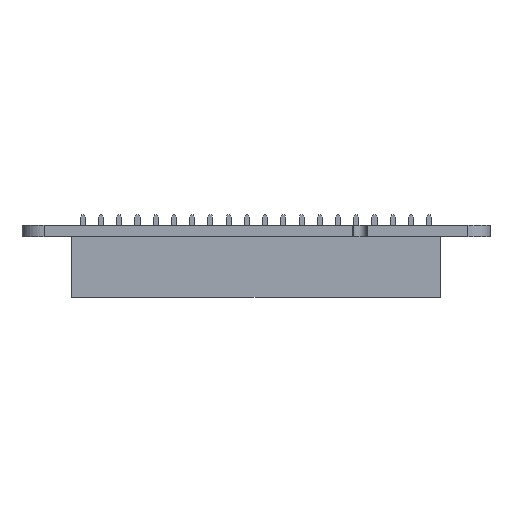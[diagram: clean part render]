
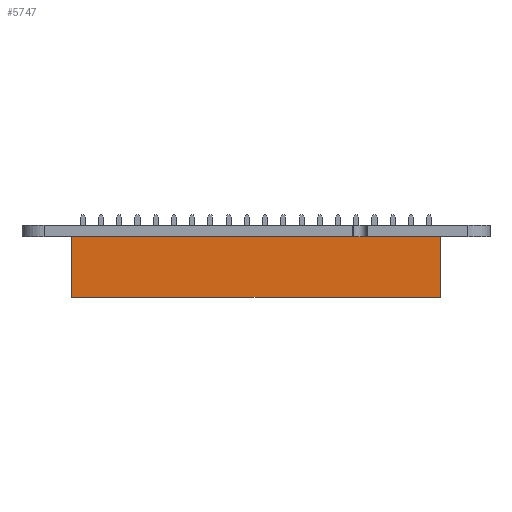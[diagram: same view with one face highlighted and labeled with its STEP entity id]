
A CAD part, front view. The second image highlights one B-rep face of the part: STEP entity #5747.
In plain terms, the highlighted face is planar.
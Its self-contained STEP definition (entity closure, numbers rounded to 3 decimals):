
#4867 = EDGE_CURVE('',#4868,#4870,#4872,.T.);
#4868 = VERTEX_POINT('',#4869);
#4869 = CARTESIAN_POINT('',(-25.65,2.54,4.2));
#4870 = VERTEX_POINT('',#4871);
#4871 = CARTESIAN_POINT('',(25.65,2.54,4.2));
#4872 = LINE('',#4873,#4874);
#4873 = CARTESIAN_POINT('',(-25.65,2.54,4.2));
#4874 = VECTOR('',#4875,1.);
#4875 = DIRECTION('',(1.,0.,0.));
#5611 = EDGE_CURVE('',#5612,#4868,#5614,.T.);
#5612 = VERTEX_POINT('',#5613);
#5613 = CARTESIAN_POINT('',(-25.65,2.54,-4.2));
#5614 = LINE('',#5615,#5616);
#5615 = CARTESIAN_POINT('',(-25.65,2.54,-4.2));
#5616 = VECTOR('',#5617,1.);
#5617 = DIRECTION('',(0.,0.,1.));
#5667 = VERTEX_POINT('',#5668);
#5668 = CARTESIAN_POINT('',(25.65,2.54,-4.2));
#5674 = EDGE_CURVE('',#4870,#5667,#5675,.T.);
#5675 = LINE('',#5676,#5677);
#5676 = CARTESIAN_POINT('',(25.65,2.54,4.2));
#5677 = VECTOR('',#5678,1.);
#5678 = DIRECTION('',(0.,0.,-1.));
#5725 = EDGE_CURVE('',#5667,#5612,#5726,.T.);
#5726 = LINE('',#5727,#5728);
#5727 = CARTESIAN_POINT('',(25.65,2.54,-4.2));
#5728 = VECTOR('',#5729,1.);
#5729 = DIRECTION('',(-1.,0.,0.));
#5747 = ADVANCED_FACE('',(#5748),#5754,.T.);
#5748 = FACE_BOUND('',#5749,.T.);
#5749 = EDGE_LOOP('',(#5750,#5751,#5752,#5753));
#5750 = ORIENTED_EDGE('',*,*,#5611,.T.);
#5751 = ORIENTED_EDGE('',*,*,#4867,.T.);
#5752 = ORIENTED_EDGE('',*,*,#5674,.T.);
#5753 = ORIENTED_EDGE('',*,*,#5725,.T.);
#5754 = PLANE('',#5755);
#5755 = AXIS2_PLACEMENT_3D('',#5756,#5757,#5758);
#5756 = CARTESIAN_POINT('',(0.,2.54,0.));
#5757 = DIRECTION('',(0.,1.,0.));
#5758 = DIRECTION('',(0.,-0.,1.));
